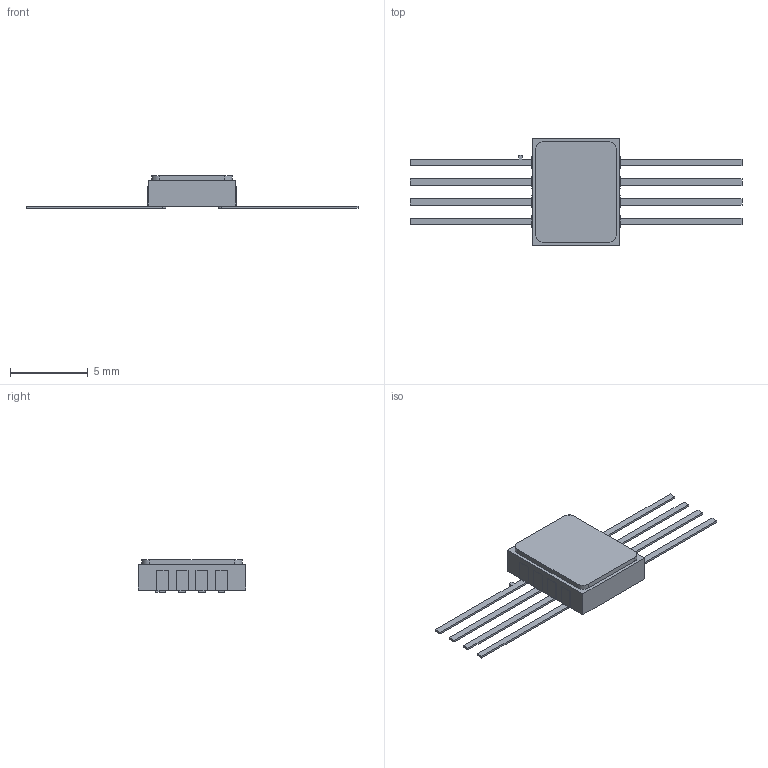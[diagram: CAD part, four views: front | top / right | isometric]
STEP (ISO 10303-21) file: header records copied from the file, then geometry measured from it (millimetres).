
FILE_DESCRIPTION((''),'2;1');
FILE_NAME('HKJ0008A_ASM','2019-10-31T09:02:36',('a0412086'),(''),'CREO PARAMETRIC BY PTC INC, 2018020','CREO PARAMETRIC BY PTC INC, 2018020','');
FILE_SCHEMA(('AUTOMOTIVE_DESIGN { 1 0 10303 214 1 1 1 1 }'));
Length unit declared in the file: millimetre
Products named in the file (7): BODY; PLATING_PAD; LEAD_P1; LEAD; LID; PIN1_ID; HKJ0008A_ASM
Assembly tree (19 placements, depth 2):
  HKJ0008A_ASM
    BODY
    PLATING_PAD  x8
    LEAD_P1
    LEAD  x7
    LID
    PIN1_ID
Bounding box: 21.4 x 6.9 x 2.1 mm (x, y, z)
Volume: 78.9 mm3; surface area: 310.7 mm2
Topology: 19 solids, 19 shells, 184 faces, 422 edges, 276 vertices
Faces by surface type: plane 154, cylinder 30
Entity records: 2330 total; most frequent: CARTESIAN_POINT 294, DIRECTION 284, ORIENTED_EDGE 224, PRESENTATION_STYLE_ASSIGNMENT 118, STYLED_ITEM 118, CURVE_STYLE 112, EDGE_CURVE 112, AXIS2_PLACEMENT_3D 96
